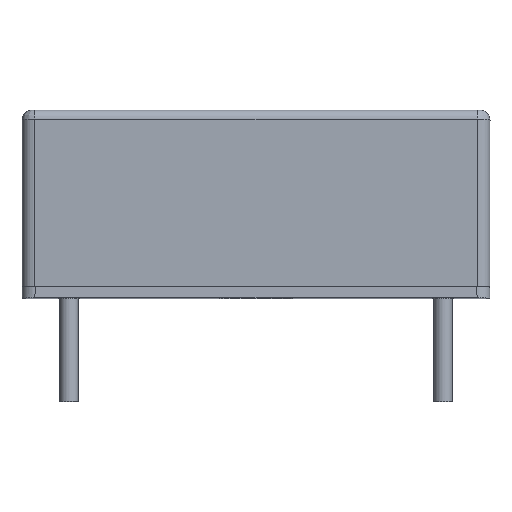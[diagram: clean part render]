
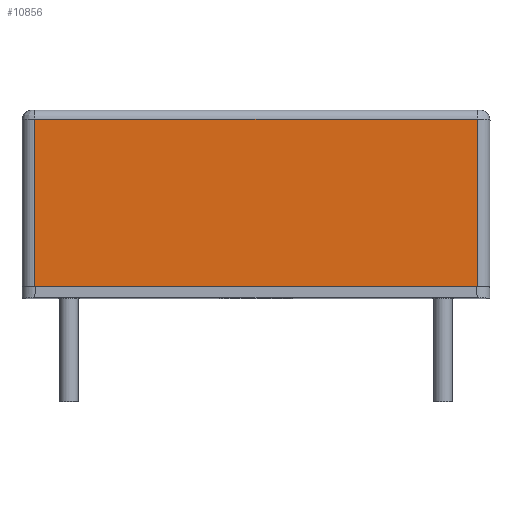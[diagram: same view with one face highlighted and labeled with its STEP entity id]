
A CAD part, top view. The second image highlights one B-rep face of the part: STEP entity #10856.
In plain terms, the highlighted face is planar.
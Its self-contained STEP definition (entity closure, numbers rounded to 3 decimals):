
#425 = DIRECTION ( 'NONE',  ( 0., 1., 0. ) ) ;
#493 = PLANE ( 'NONE',  #10079 ) ;
#957 = ORIENTED_EDGE ( 'NONE', *, *, #10009, .F. ) ;
#1233 = EDGE_CURVE ( 'NONE', #7538, #7478, #5019, .T. ) ;
#1874 = CARTESIAN_POINT ( 'NONE',  ( -12., -9.1, -12.7 ) ) ;
#2176 = EDGE_CURVE ( 'NONE', #5821, #7538, #4460, .T. ) ;
#2404 = CARTESIAN_POINT ( 'NONE',  ( 12., -9.1, -12.7 ) ) ;
#2584 = VECTOR ( 'NONE', #3586, 1000. ) ;
#3414 = LINE ( 'NONE', #8110, #2584 ) ;
#3506 = CARTESIAN_POINT ( 'NONE',  ( 12., 0., -12.7 ) ) ;
#3586 = DIRECTION ( 'NONE',  ( -1., 0., 0. ) ) ;
#4008 = EDGE_LOOP ( 'NONE', ( #8290, #957, #11015, #8986 ) ) ;
#4460 = LINE ( 'NONE', #1874, #6871 ) ;
#5019 = LINE ( 'NONE', #2404, #6028 ) ;
#5775 = VECTOR ( 'NONE', #6173, 1000. ) ;
#5821 = VERTEX_POINT ( 'NONE', #6681 ) ;
#6028 = VECTOR ( 'NONE', #425, 1000. ) ;
#6096 = DIRECTION ( 'NONE',  ( 0., 0., -1. ) ) ;
#6171 = CARTESIAN_POINT ( 'NONE',  ( -12., 0., -12.7 ) ) ;
#6173 = DIRECTION ( 'NONE',  ( 0., 1., 0. ) ) ;
#6243 = CARTESIAN_POINT ( 'NONE',  ( 12., -9.1, -12.7 ) ) ;
#6681 = CARTESIAN_POINT ( 'NONE',  ( -12., -9.1, -12.7 ) ) ;
#6823 = FACE_OUTER_BOUND ( 'NONE', #4008, .T. ) ;
#6871 = VECTOR ( 'NONE', #8086, 1000. ) ;
#6885 = CARTESIAN_POINT ( 'NONE',  ( -12.7, 0., -12.7 ) ) ;
#7181 = CARTESIAN_POINT ( 'NONE',  ( -12., -9.1, -12.7 ) ) ;
#7478 = VERTEX_POINT ( 'NONE', #3506 ) ;
#7538 = VERTEX_POINT ( 'NONE', #6243 ) ;
#8086 = DIRECTION ( 'NONE',  ( 1., 0., 0. ) ) ;
#8110 = CARTESIAN_POINT ( 'NONE',  ( 12., 0., -12.7 ) ) ;
#8290 = ORIENTED_EDGE ( 'NONE', *, *, #9122, .T. ) ;
#8986 = ORIENTED_EDGE ( 'NONE', *, *, #2176, .F. ) ;
#9122 = EDGE_CURVE ( 'NONE', #5821, #10363, #10904, .T. ) ;
#10009 = EDGE_CURVE ( 'NONE', #7478, #10363, #3414, .T. ) ;
#10079 = AXIS2_PLACEMENT_3D ( 'NONE', #6885, #6096, #10543 ) ;
#10363 = VERTEX_POINT ( 'NONE', #6171 ) ;
#10543 = DIRECTION ( 'NONE',  ( 0., -1., 0. ) ) ;
#10856 = ADVANCED_FACE ( 'NONE', ( #6823 ), #493, .T. ) ;
#10904 = LINE ( 'NONE', #7181, #5775 ) ;
#11015 = ORIENTED_EDGE ( 'NONE', *, *, #1233, .F. ) ;
